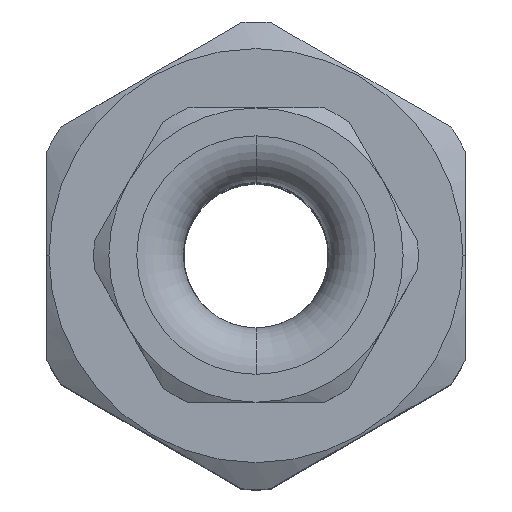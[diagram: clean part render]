
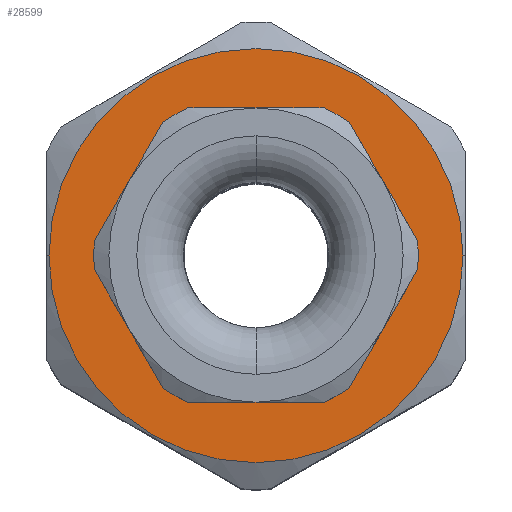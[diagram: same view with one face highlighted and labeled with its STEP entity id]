
A CAD part, top view. The second image highlights one B-rep face of the part: STEP entity #28599.
In plain terms, the highlighted planar face has unit normal (0, 0, 1).
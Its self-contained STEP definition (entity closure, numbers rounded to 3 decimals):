
#1350 = AXIS2_PLACEMENT_3D ( 'NONE', #7677, #40024, #12313 ) ;
#1426 = AXIS2_PLACEMENT_3D ( 'NONE', #33701, #6019, #38367 ) ;
#5764 = CIRCLE ( 'NONE', #48644, 8.5 ) ;
#5938 = VERTEX_POINT ( 'NONE', #57850 ) ;
#6008 = EDGE_CURVE ( 'NONE', #47518, #59593, #44101, .T. ) ;
#6019 = DIRECTION ( 'NONE',  ( 0., 0., 1. ) ) ;
#7367 = ORIENTED_EDGE ( 'NONE', *, *, #9618, .T. ) ;
#7677 = CARTESIAN_POINT ( 'NONE',  ( 0., 0., 44. ) ) ;
#7918 = CARTESIAN_POINT ( 'NONE',  ( 0., 0., 44. ) ) ;
#8769 = PLANE ( 'NONE',  #31697 ) ;
#9618 = EDGE_CURVE ( 'NONE', #5938, #36790, #33073, .T. ) ;
#10799 = EDGE_LOOP ( 'NONE', ( #36341, #59859 ) ) ;
#12313 = DIRECTION ( 'NONE',  ( 1., 0., 0. ) ) ;
#12532 = DIRECTION ( 'NONE',  ( 1., 0., 0. ) ) ;
#13267 = EDGE_LOOP ( 'NONE', ( #44878, #7367 ) ) ;
#13385 = CARTESIAN_POINT ( 'NONE',  ( 0., 0., 44. ) ) ;
#18036 = DIRECTION ( 'NONE',  ( 0., 0., 1. ) ) ;
#22349 = CARTESIAN_POINT ( 'NONE',  ( 13.367, 0., 44. ) ) ;
#22656 = EDGE_CURVE ( 'NONE', #59593, #47518, #5764, .T. ) ;
#26003 = CARTESIAN_POINT ( 'NONE',  ( 0., 0., 44. ) ) ;
#28599 = ADVANCED_FACE ( 'NONE', ( #52041, #28880 ), #8769, .T. ) ;
#28880 = FACE_OUTER_BOUND ( 'NONE', #13267, .T. ) ;
#29077 = CARTESIAN_POINT ( 'NONE',  ( -8.5, 0., 44. ) ) ;
#30669 = DIRECTION ( 'NONE',  ( 1., 0., 0. ) ) ;
#30936 = EDGE_CURVE ( 'NONE', #36790, #5938, #45407, .T. ) ;
#31697 = AXIS2_PLACEMENT_3D ( 'NONE', #13385, #18036, #50412 ) ;
#32438 = CARTESIAN_POINT ( 'NONE',  ( 8.5, 0., 44. ) ) ;
#33073 = CIRCLE ( 'NONE', #1426, 13.367 ) ;
#33701 = CARTESIAN_POINT ( 'NONE',  ( 0., 0., 44. ) ) ;
#36341 = ORIENTED_EDGE ( 'NONE', *, *, #6008, .T. ) ;
#36790 = VERTEX_POINT ( 'NONE', #22349 ) ;
#38367 = DIRECTION ( 'NONE',  ( 1., 0., 0. ) ) ;
#38376 = AXIS2_PLACEMENT_3D ( 'NONE', #7918, #40252, #12532 ) ;
#40024 = DIRECTION ( 'NONE',  ( 0., 0., -1. ) ) ;
#40252 = DIRECTION ( 'NONE',  ( 0., 0., 1. ) ) ;
#44101 = CIRCLE ( 'NONE', #1350, 8.5 ) ;
#44878 = ORIENTED_EDGE ( 'NONE', *, *, #30936, .T. ) ;
#45407 = CIRCLE ( 'NONE', #38376, 13.367 ) ;
#47518 = VERTEX_POINT ( 'NONE', #32438 ) ;
#48644 = AXIS2_PLACEMENT_3D ( 'NONE', #26003, #58358, #30669 ) ;
#50412 = DIRECTION ( 'NONE',  ( 1., 0., 0. ) ) ;
#52041 = FACE_BOUND ( 'NONE', #10799, .T. ) ;
#57850 = CARTESIAN_POINT ( 'NONE',  ( -13.367, 0., 44. ) ) ;
#58358 = DIRECTION ( 'NONE',  ( 0., 0., -1. ) ) ;
#59593 = VERTEX_POINT ( 'NONE', #29077 ) ;
#59859 = ORIENTED_EDGE ( 'NONE', *, *, #22656, .T. ) ;
